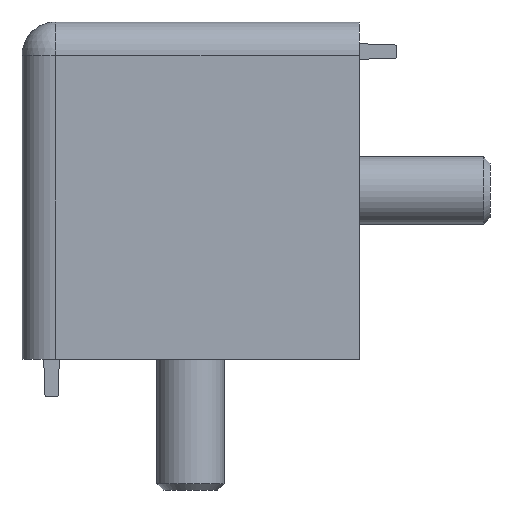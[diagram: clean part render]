
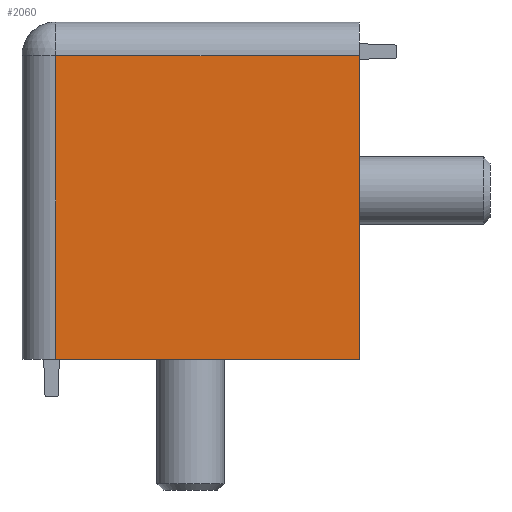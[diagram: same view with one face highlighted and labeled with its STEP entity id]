
A CAD part, front view. The second image highlights one B-rep face of the part: STEP entity #2060.
In plain terms, the highlighted planar face has unit normal (0, -1, 0).
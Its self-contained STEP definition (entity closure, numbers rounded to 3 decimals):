
#105=PLANE('',#2242);
#214=FACE_OUTER_BOUND('',#330,.T.);
#330=EDGE_LOOP('',(#1808,#1809,#1810,#1811));
#509=LINE('',#3245,#728);
#548=LINE('',#3333,#767);
#549=LINE('',#3340,#768);
#551=LINE('',#3344,#770);
#728=VECTOR('',#2675,1.);
#767=VECTOR('',#2764,1.);
#768=VECTOR('',#2775,1.);
#770=VECTOR('',#2781,1.);
#978=VERTEX_POINT('',#3242);
#979=VERTEX_POINT('',#3244);
#1003=VERTEX_POINT('',#3332);
#1004=VERTEX_POINT('',#3336);
#1227=EDGE_CURVE('',#978,#979,#509,.T.);
#1273=EDGE_CURVE('',#979,#1003,#548,.T.);
#1277=EDGE_CURVE('',#978,#1004,#549,.T.);
#1279=EDGE_CURVE('',#1004,#1003,#551,.T.);
#1808=ORIENTED_EDGE('',*,*,#1277,.T.);
#1809=ORIENTED_EDGE('',*,*,#1279,.T.);
#1810=ORIENTED_EDGE('',*,*,#1273,.F.);
#1811=ORIENTED_EDGE('',*,*,#1227,.F.);
#2060=ADVANCED_FACE('',(#214),#105,.F.);
#2242=AXIS2_PLACEMENT_3D('',#3343,#2779,#2780);
#2675=DIRECTION('',(0.,0.,-1.));
#2764=DIRECTION('',(-1.,0.,0.));
#2775=DIRECTION('',(-1.,0.,0.));
#2779=DIRECTION('center_axis',(0.,1.,0.));
#2780=DIRECTION('ref_axis',(0.,0.,1.));
#2781=DIRECTION('',(0.,0.,-1.));
#3242=CARTESIAN_POINT('',(20.,-20.,16.));
#3244=CARTESIAN_POINT('',(20.,-20.,-20.));
#3245=CARTESIAN_POINT('',(20.,-20.,0.));
#3332=CARTESIAN_POINT('',(-16.,-20.,-20.));
#3333=CARTESIAN_POINT('',(0.,-20.,-20.));
#3336=CARTESIAN_POINT('',(-16.,-20.,16.));
#3340=CARTESIAN_POINT('',(2.,-20.,16.));
#3343=CARTESIAN_POINT('Origin',(0.,-20.,0.));
#3344=CARTESIAN_POINT('',(-16.,-20.,0.));
